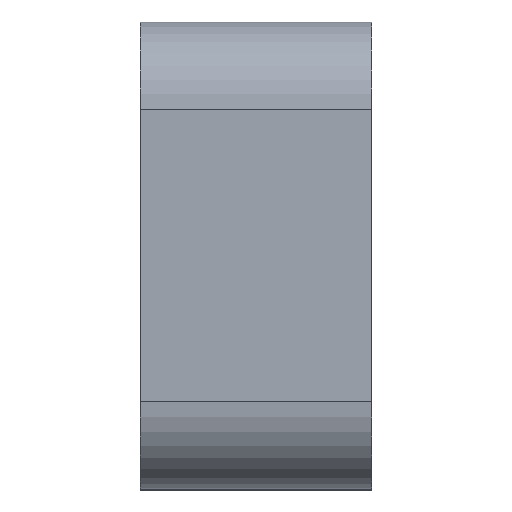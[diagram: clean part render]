
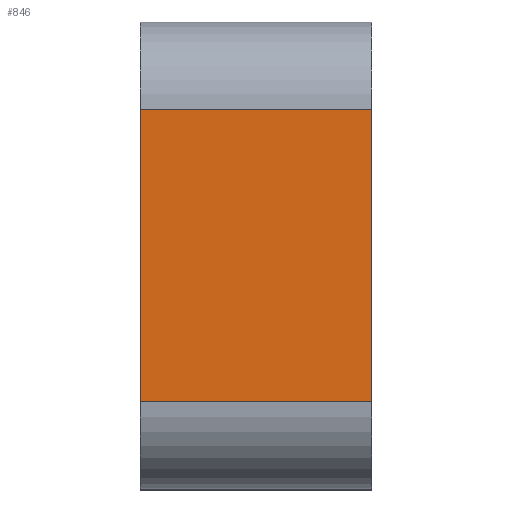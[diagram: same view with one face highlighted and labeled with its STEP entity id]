
A CAD part, top view. The second image highlights one B-rep face of the part: STEP entity #846.
In plain terms, the highlighted planar face has unit normal (0, 0, 1).
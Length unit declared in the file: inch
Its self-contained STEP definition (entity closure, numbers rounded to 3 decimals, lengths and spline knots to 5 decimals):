
#36=PLANE('',#934);
#62=FACE_OUTER_BOUND('',#114,.T.);
#114=EDGE_LOOP('',(#622,#623,#624,#625));
#173=LINE('',#1280,#257);
#182=LINE('',#1333,#266);
#183=LINE('',#1336,#267);
#184=LINE('',#1337,#268);
#257=VECTOR('',#1019,0.3937);
#266=VECTOR('',#1066,0.3937);
#267=VECTOR('',#1069,0.3937);
#268=VECTOR('',#1070,0.3937);
#383=VERTEX_POINT('',#1277);
#384=VERTEX_POINT('',#1279);
#409=VERTEX_POINT('',#1331);
#410=VERTEX_POINT('',#1335);
#465=EDGE_CURVE('',#384,#383,#173,.T.);
#492=EDGE_CURVE('',#384,#409,#182,.T.);
#493=EDGE_CURVE('',#410,#383,#183,.T.);
#494=EDGE_CURVE('',#409,#410,#184,.T.);
#622=ORIENTED_EDGE('',*,*,#492,.F.);
#623=ORIENTED_EDGE('',*,*,#465,.T.);
#624=ORIENTED_EDGE('',*,*,#493,.F.);
#625=ORIENTED_EDGE('',*,*,#494,.F.);
#846=ADVANCED_FACE('',(#62),#36,.T.);
#934=AXIS2_PLACEMENT_3D('',#1334,#1067,#1068);
#1019=DIRECTION('',(0.,-1.,0.));
#1066=DIRECTION('',(1.,0.,0.));
#1067=DIRECTION('center_axis',(0.,0.,1.));
#1068=DIRECTION('ref_axis',(0.,-1.,0.));
#1069=DIRECTION('',(-1.,0.,0.));
#1070=DIRECTION('',(0.,-1.,0.));
#1277=CARTESIAN_POINT('',(0.,-0.625,0.93));
#1279=CARTESIAN_POINT('',(0.,0.625,0.93));
#1280=CARTESIAN_POINT('',(0.,1.,0.93));
#1331=CARTESIAN_POINT('',(0.99,0.625,0.93));
#1333=CARTESIAN_POINT('',(0.,0.625,0.93));
#1334=CARTESIAN_POINT('Origin',(0.,1.,0.93));
#1335=CARTESIAN_POINT('',(0.99,-0.625,0.93));
#1336=CARTESIAN_POINT('',(0.,-0.625,0.93));
#1337=CARTESIAN_POINT('',(0.99,1.,0.93));
